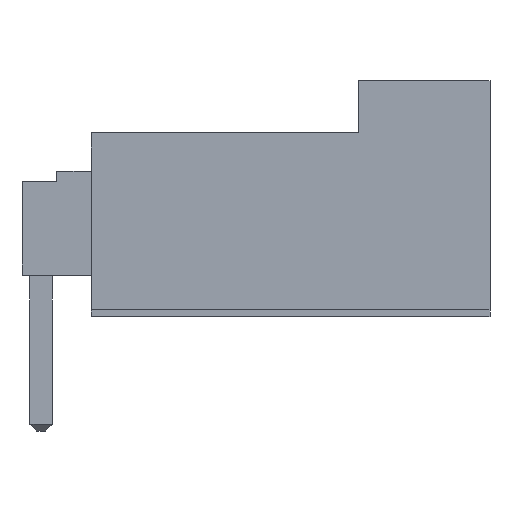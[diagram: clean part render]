
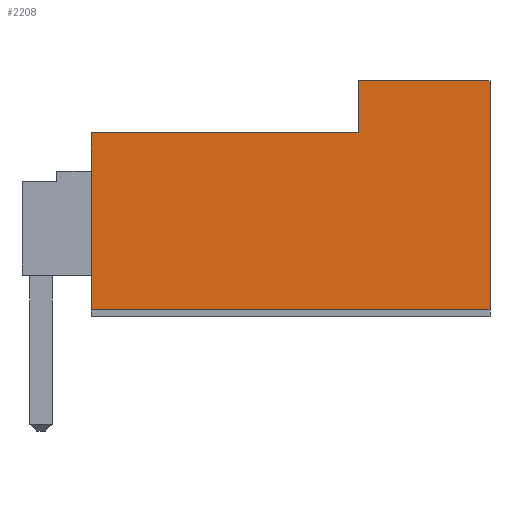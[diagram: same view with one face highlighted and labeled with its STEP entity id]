
A CAD part, left-side view. The second image highlights one B-rep face of the part: STEP entity #2208.
In plain terms, the highlighted planar face has unit normal (-1, 0, 0).
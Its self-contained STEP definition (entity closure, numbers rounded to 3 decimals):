
#4 = ORIENTED_EDGE ( 'NONE', *, *, #1651, .F. ) ;
#32 = LINE ( 'NONE', #2544, #3510 ) ;
#35 = CARTESIAN_POINT ( 'NONE',  ( -3.815, -1.45, 5.3 ) ) ;
#210 = VERTEX_POINT ( 'NONE', #2252 ) ;
#280 = DIRECTION ( 'NONE',  ( 0., -1., 0. ) ) ;
#390 = LINE ( 'NONE', #2385, #2554 ) ;
#432 = CARTESIAN_POINT ( 'NONE',  ( -3.815, -1.45, 5.3 ) ) ;
#462 = ORIENTED_EDGE ( 'NONE', *, *, #2352, .T. ) ;
#496 = DIRECTION ( 'NONE',  ( 0., 0., -1. ) ) ;
#613 = EDGE_CURVE ( 'NONE', #899, #1274, #2976, .T. ) ;
#666 = LINE ( 'NONE', #752, #2201 ) ;
#744 = CARTESIAN_POINT ( 'NONE',  ( -3.815, -9.15, 6.8 ) ) ;
#752 = CARTESIAN_POINT ( 'NONE',  ( -3.815, -12.95, 5.3 ) ) ;
#766 = LINE ( 'NONE', #1005, #860 ) ;
#860 = VECTOR ( 'NONE', #3048, 1000. ) ;
#890 = LINE ( 'NONE', #1959, #1941 ) ;
#899 = VERTEX_POINT ( 'NONE', #35 ) ;
#964 = VERTEX_POINT ( 'NONE', #744 ) ;
#1005 = CARTESIAN_POINT ( 'NONE',  ( -3.815, -9.15, 5.3 ) ) ;
#1053 = DIRECTION ( 'NONE',  ( 0., -1., 0. ) ) ;
#1066 = ORIENTED_EDGE ( 'NONE', *, *, #3612, .T. ) ;
#1073 = PLANE ( 'NONE',  #3512 ) ;
#1076 = DIRECTION ( 'NONE',  ( 0., -1., 0. ) ) ;
#1083 = CARTESIAN_POINT ( 'NONE',  ( -3.815, -12.95, 5.3 ) ) ;
#1274 = VERTEX_POINT ( 'NONE', #3003 ) ;
#1651 = EDGE_CURVE ( 'NONE', #2698, #2350, #890, .T. ) ;
#1925 = CARTESIAN_POINT ( 'NONE',  ( -3.815, -12.95, 6.8 ) ) ;
#1941 = VECTOR ( 'NONE', #496, 1000. ) ;
#1959 = CARTESIAN_POINT ( 'NONE',  ( -3.815, -12.95, 5.3 ) ) ;
#2040 = EDGE_CURVE ( 'NONE', #899, #210, #666, .T. ) ;
#2041 = ORIENTED_EDGE ( 'NONE', *, *, #613, .T. ) ;
#2201 = VECTOR ( 'NONE', #1053, 1000. ) ;
#2208 = ADVANCED_FACE ( 'NONE', ( #3382 ), #1073, .F. ) ;
#2227 = VECTOR ( 'NONE', #2498, 1000. ) ;
#2252 = CARTESIAN_POINT ( 'NONE',  ( -3.815, -9.15, 5.3 ) ) ;
#2302 = DIRECTION ( 'NONE',  ( 0., 1., 0. ) ) ;
#2350 = VERTEX_POINT ( 'NONE', #2505 ) ;
#2352 = EDGE_CURVE ( 'NONE', #964, #210, #766, .T. ) ;
#2385 = CARTESIAN_POINT ( 'NONE',  ( -3.815, -9.15, 6.8 ) ) ;
#2498 = DIRECTION ( 'NONE',  ( 0., 0., -1. ) ) ;
#2505 = CARTESIAN_POINT ( 'NONE',  ( -3.815, -12.95, 0.2 ) ) ;
#2544 = CARTESIAN_POINT ( 'NONE',  ( -3.815, -12.95, 0.2 ) ) ;
#2554 = VECTOR ( 'NONE', #280, 1000. ) ;
#2635 = ORIENTED_EDGE ( 'NONE', *, *, #3494, .F. ) ;
#2698 = VERTEX_POINT ( 'NONE', #1925 ) ;
#2731 = ORIENTED_EDGE ( 'NONE', *, *, #2040, .F. ) ;
#2976 = LINE ( 'NONE', #432, #2227 ) ;
#3003 = CARTESIAN_POINT ( 'NONE',  ( -3.815, -1.45, 0.2 ) ) ;
#3048 = DIRECTION ( 'NONE',  ( 0., 0., -1. ) ) ;
#3382 = FACE_OUTER_BOUND ( 'NONE', #3666, .T. ) ;
#3494 = EDGE_CURVE ( 'NONE', #964, #2698, #390, .T. ) ;
#3510 = VECTOR ( 'NONE', #1076, 1000. ) ;
#3512 = AXIS2_PLACEMENT_3D ( 'NONE', #1083, #3756, #2302 ) ;
#3612 = EDGE_CURVE ( 'NONE', #1274, #2350, #32, .T. ) ;
#3666 = EDGE_LOOP ( 'NONE', ( #1066, #4, #2635, #462, #2731, #2041 ) ) ;
#3756 = DIRECTION ( 'NONE',  ( 1., 0., 0. ) ) ;
